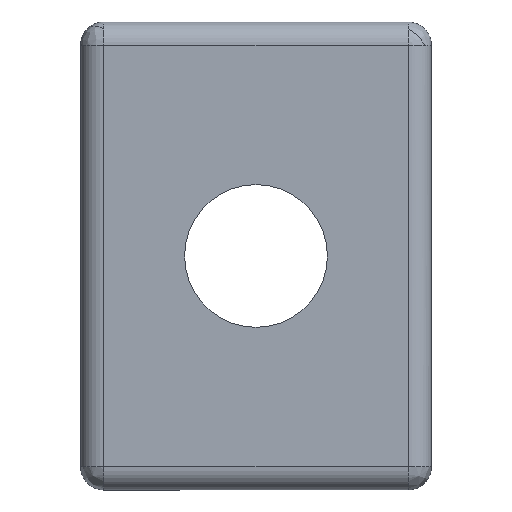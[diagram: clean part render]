
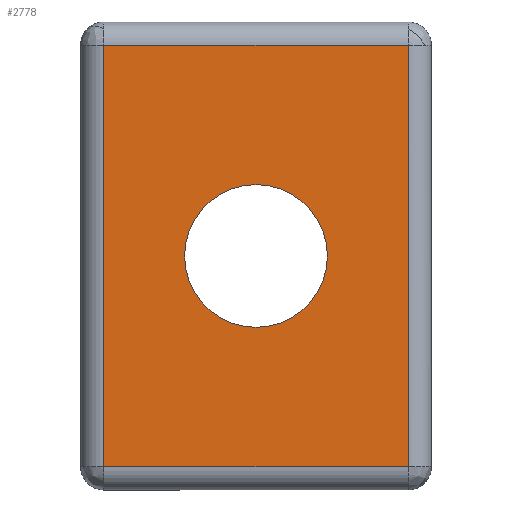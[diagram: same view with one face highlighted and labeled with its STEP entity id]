
A CAD part, top view. The second image highlights one B-rep face of the part: STEP entity #2778.
In plain terms, the highlighted planar face has unit normal (0, 0, 1).
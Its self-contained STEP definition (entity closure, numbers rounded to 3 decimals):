
#7 = ORIENTED_EDGE ( 'NONE', *, *, #1381, .F. ) ;
#24 = CARTESIAN_POINT ( 'NONE',  ( 19.5, 30., 4. ) ) ;
#102 = ORIENTED_EDGE ( 'NONE', *, *, #1767, .F. ) ;
#133 = CARTESIAN_POINT ( 'NONE',  ( -19.5, 27., 4. ) ) ;
#151 = VERTEX_POINT ( 'NONE', #2481 ) ;
#176 = CARTESIAN_POINT ( 'NONE',  ( -19.5, 30., 4. ) ) ;
#268 = AXIS2_PLACEMENT_3D ( 'NONE', #1374, #550, #2282 ) ;
#323 = VECTOR ( 'NONE', #1707, 1000. ) ;
#338 = ORIENTED_EDGE ( 'NONE', *, *, #2500, .F. ) ;
#411 = ORIENTED_EDGE ( 'NONE', *, *, #1999, .F. ) ;
#490 = DIRECTION ( 'NONE',  ( -1., 0., 0. ) ) ;
#550 = DIRECTION ( 'NONE',  ( 0., 0., -1. ) ) ;
#664 = CIRCLE ( 'NONE', #894, 9.15 ) ;
#729 = EDGE_LOOP ( 'NONE', ( #411, #338, #7, #102 ) ) ;
#732 = DIRECTION ( 'NONE',  ( 1., 0., 0. ) ) ;
#886 = FACE_OUTER_BOUND ( 'NONE', #729, .T. ) ;
#894 = AXIS2_PLACEMENT_3D ( 'NONE', #1590, #1808, #490 ) ;
#896 = VERTEX_POINT ( 'NONE', #2533 ) ;
#937 = VECTOR ( 'NONE', #732, 1000. ) ;
#966 = VERTEX_POINT ( 'NONE', #2315 ) ;
#1126 = VERTEX_POINT ( 'NONE', #133 ) ;
#1315 = AXIS2_PLACEMENT_3D ( 'NONE', #2256, #1615, #2059 ) ;
#1368 = VECTOR ( 'NONE', #1922, 1000. ) ;
#1374 = CARTESIAN_POINT ( 'NONE',  ( -22.5, 30., 4. ) ) ;
#1381 = EDGE_CURVE ( 'NONE', #966, #1981, #2532, .T. ) ;
#1514 = ORIENTED_EDGE ( 'NONE', *, *, #1804, .F. ) ;
#1559 = DIRECTION ( 'NONE',  ( 0., -1., 0. ) ) ;
#1590 = CARTESIAN_POINT ( 'NONE',  ( 0., 0., 4. ) ) ;
#1615 = DIRECTION ( 'NONE',  ( 0., 0., 1. ) ) ;
#1630 = VECTOR ( 'NONE', #1559, 1000. ) ;
#1645 = VERTEX_POINT ( 'NONE', #2166 ) ;
#1707 = DIRECTION ( 'NONE',  ( 0., 1., 0. ) ) ;
#1767 = EDGE_CURVE ( 'NONE', #1126, #966, #2564, .T. ) ;
#1804 = EDGE_CURVE ( 'NONE', #151, #896, #664, .T. ) ;
#1808 = DIRECTION ( 'NONE',  ( 0., 0., 1. ) ) ;
#1809 = PLANE ( 'NONE',  #268 ) ;
#1922 = DIRECTION ( 'NONE',  ( -1., 0., 0. ) ) ;
#1981 = VERTEX_POINT ( 'NONE', #2553 ) ;
#1993 = ORIENTED_EDGE ( 'NONE', *, *, #2698, .F. ) ;
#1999 = EDGE_CURVE ( 'NONE', #1645, #1126, #2069, .T. ) ;
#2059 = DIRECTION ( 'NONE',  ( -1., 0., 0. ) ) ;
#2069 = LINE ( 'NONE', #176, #323 ) ;
#2166 = CARTESIAN_POINT ( 'NONE',  ( -19.5, -27., 4. ) ) ;
#2223 = CARTESIAN_POINT ( 'NONE',  ( -22.5, 27., 4. ) ) ;
#2247 = FACE_BOUND ( 'NONE', #2609, .T. ) ;
#2256 = CARTESIAN_POINT ( 'NONE',  ( 0., 0., 4. ) ) ;
#2282 = DIRECTION ( 'NONE',  ( -1., 0., 0. ) ) ;
#2315 = CARTESIAN_POINT ( 'NONE',  ( 19.5, 27., 4. ) ) ;
#2481 = CARTESIAN_POINT ( 'NONE',  ( 9.15, 0., 4. ) ) ;
#2500 = EDGE_CURVE ( 'NONE', #1981, #1645, #2644, .T. ) ;
#2532 = LINE ( 'NONE', #24, #1630 ) ;
#2533 = CARTESIAN_POINT ( 'NONE',  ( -9.15, 0., 4. ) ) ;
#2553 = CARTESIAN_POINT ( 'NONE',  ( 19.5, -27., 4. ) ) ;
#2564 = LINE ( 'NONE', #2223, #937 ) ;
#2609 = EDGE_LOOP ( 'NONE', ( #1993, #1514 ) ) ;
#2644 = LINE ( 'NONE', #2777, #1368 ) ;
#2698 = EDGE_CURVE ( 'NONE', #896, #151, #2749, .T. ) ;
#2749 = CIRCLE ( 'NONE', #1315, 9.15 ) ;
#2777 = CARTESIAN_POINT ( 'NONE',  ( -22.5, -27., 4. ) ) ;
#2778 = ADVANCED_FACE ( 'NONE', ( #2247, #886 ), #1809, .F. ) ;
